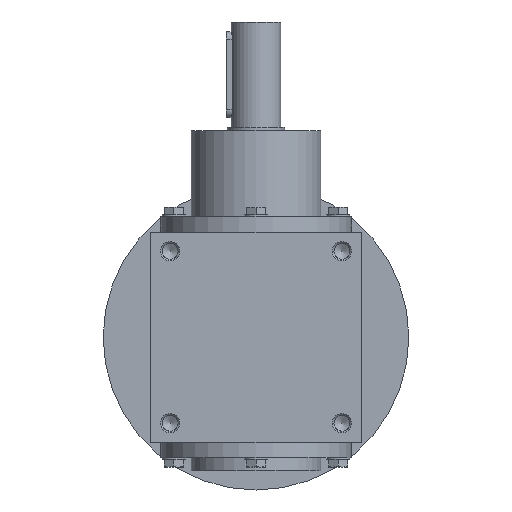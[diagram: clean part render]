
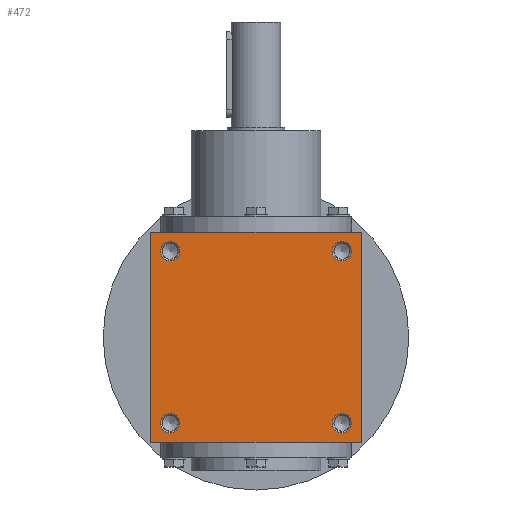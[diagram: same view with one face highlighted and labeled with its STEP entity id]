
A CAD part, left-side view. The second image highlights one B-rep face of the part: STEP entity #472.
In plain terms, the highlighted face is planar.
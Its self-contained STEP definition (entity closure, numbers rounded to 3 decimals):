
#472 = ADVANCED_FACE( '', ( #1008, #1009, #1010, #1011, #1012 ), #1013, .F. );
#1008 = FACE_BOUND( '', #1691, .T. );
#1009 = FACE_BOUND( '', #1692, .T. );
#1010 = FACE_BOUND( '', #1693, .T. );
#1011 = FACE_BOUND( '', #1694, .T. );
#1012 = FACE_OUTER_BOUND( '', #1695, .T. );
#1013 = PLANE( '', #1696 );
#1691 = EDGE_LOOP( '', ( #2606 ) );
#1692 = EDGE_LOOP( '', ( #2607 ) );
#1693 = EDGE_LOOP( '', ( #2608 ) );
#1694 = EDGE_LOOP( '', ( #2609 ) );
#1695 = EDGE_LOOP( '', ( #2610, #2611, #2612, #2613 ) );
#1696 = AXIS2_PLACEMENT_3D( '', #2614, #2615, #2616 );
#2606 = ORIENTED_EDGE( '', *, *, #3597, .F. );
#2607 = ORIENTED_EDGE( '', *, *, #3598, .T. );
#2608 = ORIENTED_EDGE( '', *, *, #3599, .F. );
#2609 = ORIENTED_EDGE( '', *, *, #3600, .T. );
#2610 = ORIENTED_EDGE( '', *, *, #3601, .F. );
#2611 = ORIENTED_EDGE( '', *, *, #3479, .F. );
#2612 = ORIENTED_EDGE( '', *, *, #3602, .F. );
#2613 = ORIENTED_EDGE( '', *, *, #3603, .F. );
#2614 = CARTESIAN_POINT( '', ( 0., 0., -55. ) );
#2615 = DIRECTION( '', ( 0., 0., 1. ) );
#2616 = DIRECTION( '', ( 1., 0., 0. ) );
#3479 = EDGE_CURVE( '', #4038, #4039, #4040, .T. );
#3597 = EDGE_CURVE( '', #4216, #4216, #4217, .T. );
#3598 = EDGE_CURVE( '', #4218, #4218, #4219, .T. );
#3599 = EDGE_CURVE( '', #4220, #4220, #4221, .T. );
#3600 = EDGE_CURVE( '', #4222, #4222, #4223, .T. );
#3601 = EDGE_CURVE( '', #4039, #4224, #4225, .T. );
#3602 = EDGE_CURVE( '', #4226, #4038, #4227, .T. );
#3603 = EDGE_CURVE( '', #4224, #4226, #4228, .T. );
#4038 = VERTEX_POINT( '', #4826 );
#4039 = VERTEX_POINT( '', #4827 );
#4040 = LINE( '', #4828, #4829 );
#4216 = VERTEX_POINT( '', #5031 );
#4217 = CIRCLE( '', #5032, 5. );
#4218 = VERTEX_POINT( '', #5033 );
#4219 = CIRCLE( '', #5034, 5. );
#4220 = VERTEX_POINT( '', #5035 );
#4221 = CIRCLE( '', #5036, 5. );
#4222 = VERTEX_POINT( '', #5037 );
#4223 = CIRCLE( '', #5038, 5. );
#4224 = VERTEX_POINT( '', #5039 );
#4225 = LINE( '', #5040, #5041 );
#4226 = VERTEX_POINT( '', #5042 );
#4227 = LINE( '', #5043, #5044 );
#4228 = LINE( '', #5045, #5046 );
#4826 = CARTESIAN_POINT( '', ( 55., 55., -55. ) );
#4827 = CARTESIAN_POINT( '', ( -55., 55., -55. ) );
#4828 = CARTESIAN_POINT( '', ( 55., 55., -55. ) );
#4829 = VECTOR( '', #5553, 1000. );
#5031 = CARTESIAN_POINT( '', ( -50., 45., -55. ) );
#5032 = AXIS2_PLACEMENT_3D( '', #5762, #5763, #5764 );
#5033 = CARTESIAN_POINT( '', ( 50., 45., -55. ) );
#5034 = AXIS2_PLACEMENT_3D( '', #5765, #5766, #5767 );
#5035 = CARTESIAN_POINT( '', ( -50., -45., -55. ) );
#5036 = AXIS2_PLACEMENT_3D( '', #5768, #5769, #5770 );
#5037 = CARTESIAN_POINT( '', ( 50., -45., -55. ) );
#5038 = AXIS2_PLACEMENT_3D( '', #5771, #5772, #5773 );
#5039 = CARTESIAN_POINT( '', ( -55., -55., -55. ) );
#5040 = CARTESIAN_POINT( '', ( -55., 55., -55. ) );
#5041 = VECTOR( '', #5774, 1000. );
#5042 = CARTESIAN_POINT( '', ( 55., -55., -55. ) );
#5043 = CARTESIAN_POINT( '', ( 55., -55., -55. ) );
#5044 = VECTOR( '', #5775, 1000. );
#5045 = CARTESIAN_POINT( '', ( -55., -55., -55. ) );
#5046 = VECTOR( '', #5776, 1000. );
#5553 = DIRECTION( '', ( -1., 0., 0. ) );
#5762 = CARTESIAN_POINT( '', ( -45., 45., -55. ) );
#5763 = DIRECTION( '', ( 0., 0., -1. ) );
#5764 = DIRECTION( '', ( -1., 0., 0. ) );
#5765 = CARTESIAN_POINT( '', ( 45., 45., -55. ) );
#5766 = DIRECTION( '', ( 0., 0., 1. ) );
#5767 = DIRECTION( '', ( 1., 0., 0. ) );
#5768 = CARTESIAN_POINT( '', ( -45., -45., -55. ) );
#5769 = DIRECTION( '', ( 0., 0., -1. ) );
#5770 = DIRECTION( '', ( -1., 0., 0. ) );
#5771 = CARTESIAN_POINT( '', ( 45., -45., -55. ) );
#5772 = DIRECTION( '', ( 0., 0., 1. ) );
#5773 = DIRECTION( '', ( 1., 0., 0. ) );
#5774 = DIRECTION( '', ( 0., -1., 0. ) );
#5775 = DIRECTION( '', ( 0., 1., 0. ) );
#5776 = DIRECTION( '', ( 1., 0., 0. ) );
